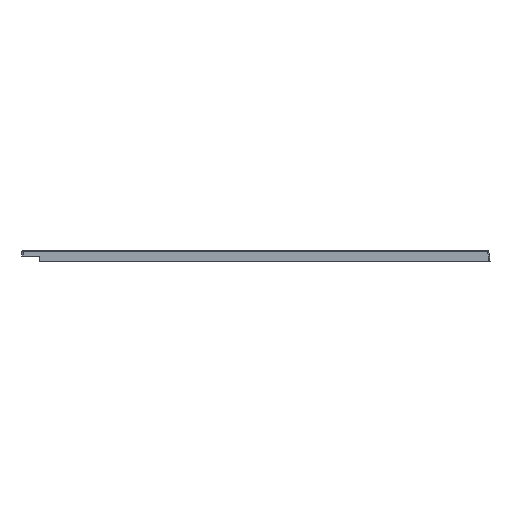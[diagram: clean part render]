
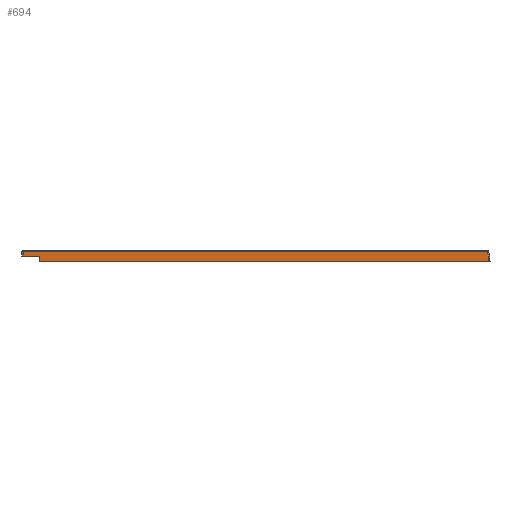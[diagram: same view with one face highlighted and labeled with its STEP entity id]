
A CAD part, left-side view. The second image highlights one B-rep face of the part: STEP entity #694.
In plain terms, the highlighted planar face has unit normal (-1, 0, 0).
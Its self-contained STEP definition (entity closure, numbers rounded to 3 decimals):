
#120 = EDGE_CURVE ( 'NONE', #853, #995, #5261, .T. ) ;
#144 = CARTESIAN_POINT ( 'NONE',  ( -260., 43., -5. ) ) ;
#165 = LINE ( 'NONE', #3462, #2627 ) ;
#187 = DIRECTION ( 'NONE',  ( -1., 0., 0. ) ) ;
#690 = DIRECTION ( 'NONE',  ( 0., 0., -1. ) ) ;
#694 = ADVANCED_FACE ( 'NONE', ( #3857 ), #1393, .T. ) ;
#839 = CARTESIAN_POINT ( 'NONE',  ( -260., -387.808, -1. ) ) ;
#853 = VERTEX_POINT ( 'NONE', #144 ) ;
#963 = EDGE_CURVE ( 'NONE', #995, #2718, #1160, .T. ) ;
#986 = DIRECTION ( 'NONE',  ( 0., 0., 1. ) ) ;
#995 = VERTEX_POINT ( 'NONE', #4459 ) ;
#1078 = DIRECTION ( 'NONE',  ( 0., -1., 0. ) ) ;
#1102 = VECTOR ( 'NONE', #1078, 1000. ) ;
#1160 = LINE ( 'NONE', #5150, #1102 ) ;
#1225 = EDGE_CURVE ( 'NONE', #2718, #3789, #4236, .T. ) ;
#1233 = EDGE_CURVE ( 'NONE', #4282, #853, #165, .T. ) ;
#1393 = PLANE ( 'NONE',  #2709 ) ;
#1418 = ORIENTED_EDGE ( 'NONE', *, *, #1233, .T. ) ;
#2142 = VECTOR ( 'NONE', #4291, 1000. ) ;
#2198 = EDGE_LOOP ( 'NONE', ( #3401, #2451, #1418, #2628, #4335, #3562 ) ) ;
#2440 = LINE ( 'NONE', #4367, #3128 ) ;
#2451 = ORIENTED_EDGE ( 'NONE', *, *, #3685, .T. ) ;
#2627 = VECTOR ( 'NONE', #5093, 1000. ) ;
#2628 = ORIENTED_EDGE ( 'NONE', *, *, #120, .T. ) ;
#2650 = LINE ( 'NONE', #3440, #2142 ) ;
#2709 = AXIS2_PLACEMENT_3D ( 'NONE', #4665, #187, #986 ) ;
#2718 = VERTEX_POINT ( 'NONE', #4605 ) ;
#2796 = VECTOR ( 'NONE', #4586, 1000. ) ;
#2845 = CARTESIAN_POINT ( 'NONE',  ( -260., 59., -5. ) ) ;
#3018 = CARTESIAN_POINT ( 'NONE',  ( -260., -387.694, -0.13 ) ) ;
#3128 = VECTOR ( 'NONE', #5183, 1000. ) ;
#3222 = CARTESIAN_POINT ( 'NONE',  ( -260., 43., -10. ) ) ;
#3401 = ORIENTED_EDGE ( 'NONE', *, *, #4790, .T. ) ;
#3440 = CARTESIAN_POINT ( 'NONE',  ( -260., 60., -1. ) ) ;
#3462 = CARTESIAN_POINT ( 'NONE',  ( -260., 60., -5. ) ) ;
#3562 = ORIENTED_EDGE ( 'NONE', *, *, #1225, .T. ) ;
#3685 = EDGE_CURVE ( 'NONE', #4726, #4282, #2440, .T. ) ;
#3708 = CARTESIAN_POINT ( 'NONE',  ( -260., 59., -1. ) ) ;
#3789 = VERTEX_POINT ( 'NONE', #839 ) ;
#3857 = FACE_OUTER_BOUND ( 'NONE', #2198, .T. ) ;
#4056 = VECTOR ( 'NONE', #690, 1000. ) ;
#4236 = LINE ( 'NONE', #3018, #2796 ) ;
#4282 = VERTEX_POINT ( 'NONE', #2845 ) ;
#4291 = DIRECTION ( 'NONE',  ( 0., 1., 0. ) ) ;
#4335 = ORIENTED_EDGE ( 'NONE', *, *, #963, .T. ) ;
#4367 = CARTESIAN_POINT ( 'NONE',  ( -260., 59., -10. ) ) ;
#4459 = CARTESIAN_POINT ( 'NONE',  ( -260., 43., -10. ) ) ;
#4586 = DIRECTION ( 'NONE',  ( 0., 0.13, 0.991 ) ) ;
#4605 = CARTESIAN_POINT ( 'NONE',  ( -260., -388.991, -10. ) ) ;
#4665 = CARTESIAN_POINT ( 'NONE',  ( -260., -390., -10. ) ) ;
#4726 = VERTEX_POINT ( 'NONE', #3708 ) ;
#4790 = EDGE_CURVE ( 'NONE', #3789, #4726, #2650, .T. ) ;
#5093 = DIRECTION ( 'NONE',  ( 0., -1., 0. ) ) ;
#5150 = CARTESIAN_POINT ( 'NONE',  ( -260., -390., -10. ) ) ;
#5183 = DIRECTION ( 'NONE',  ( 0., 0., -1. ) ) ;
#5261 = LINE ( 'NONE', #3222, #4056 ) ;
